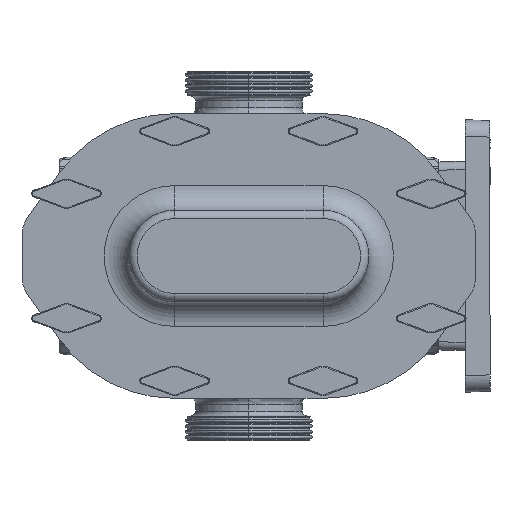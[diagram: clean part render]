
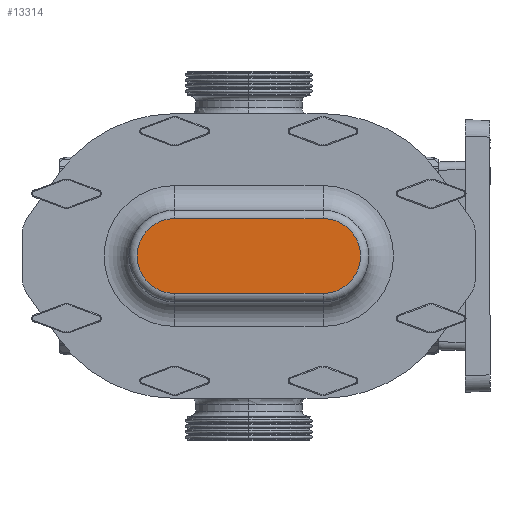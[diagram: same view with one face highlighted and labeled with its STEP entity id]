
A CAD part, left-side view. The second image highlights one B-rep face of the part: STEP entity #13314.
In plain terms, the highlighted planar face has unit normal (-1, 0, 0).
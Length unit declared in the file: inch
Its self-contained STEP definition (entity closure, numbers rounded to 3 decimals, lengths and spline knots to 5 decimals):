
#746 = DIRECTION ( 'NONE',  ( 0., 0., 1. ) ) ;
#1572 = CARTESIAN_POINT ( 'NONE',  ( -2.21, 2.25, -1.135 ) ) ;
#3130 = VERTEX_POINT ( 'NONE', #25097 ) ;
#3597 = CARTESIAN_POINT ( 'NONE',  ( -2.21, 2.25, 1.135 ) ) ;
#4035 = CARTESIAN_POINT ( 'NONE',  ( -2.21, 2.25, 1.135 ) ) ;
#4852 = CIRCLE ( 'NONE', #41914, 1.135 ) ;
#6297 = VECTOR ( 'NONE', #9657, 39.37008 ) ;
#6392 = CARTESIAN_POINT ( 'NONE',  ( -2.21, -2.25, -1.135 ) ) ;
#6536 = CARTESIAN_POINT ( 'NONE',  ( -2.21, -2.25, -1.135 ) ) ;
#6659 = CARTESIAN_POINT ( 'NONE',  ( -2.21, 2.25, 0. ) ) ;
#7841 = EDGE_CURVE ( 'NONE', #8628, #3130, #4852, .T. ) ;
#7991 = CIRCLE ( 'NONE', #25201, 1.135 ) ;
#8628 = VERTEX_POINT ( 'NONE', #6392 ) ;
#9657 = DIRECTION ( 'NONE',  ( 0., 1., 0. ) ) ;
#9860 = LINE ( 'NONE', #3597, #6297 ) ;
#10110 = PLANE ( 'NONE',  #37900 ) ;
#11809 = EDGE_CURVE ( 'NONE', #28545, #8628, #26558, .T. ) ;
#12052 = DIRECTION ( 'NONE',  ( -1., 0., 0. ) ) ;
#13314 = ADVANCED_FACE ( 'NONE', ( #39119 ), #10110, .T. ) ;
#14850 = CARTESIAN_POINT ( 'NONE',  ( -2.21, 2.25, 0. ) ) ;
#17327 = DIRECTION ( 'NONE',  ( -1., 0., 0. ) ) ;
#18545 = VECTOR ( 'NONE', #22906, 39.37008 ) ;
#21223 = ORIENTED_EDGE ( 'NONE', *, *, #23700, .T. ) ;
#21523 = DIRECTION ( 'NONE',  ( 0., 0., 1. ) ) ;
#22892 = VERTEX_POINT ( 'NONE', #4035 ) ;
#22906 = DIRECTION ( 'NONE',  ( 0., -1., 0. ) ) ;
#23237 = DIRECTION ( 'NONE',  ( 0., 0., 1. ) ) ;
#23700 = EDGE_CURVE ( 'NONE', #3130, #22892, #9860, .T. ) ;
#25097 = CARTESIAN_POINT ( 'NONE',  ( -2.21, -2.25, 1.135 ) ) ;
#25201 = AXIS2_PLACEMENT_3D ( 'NONE', #14850, #12052, #21523 ) ;
#26558 = LINE ( 'NONE', #6536, #18545 ) ;
#27760 = ORIENTED_EDGE ( 'NONE', *, *, #7841, .T. ) ;
#28545 = VERTEX_POINT ( 'NONE', #1572 ) ;
#28876 = ORIENTED_EDGE ( 'NONE', *, *, #11809, .T. ) ;
#28915 = ORIENTED_EDGE ( 'NONE', *, *, #39849, .T. ) ;
#31559 = EDGE_LOOP ( 'NONE', ( #21223, #28915, #28876, #27760 ) ) ;
#32773 = CARTESIAN_POINT ( 'NONE',  ( -2.21, -2.25, 0. ) ) ;
#36101 = DIRECTION ( 'NONE',  ( -1., 0., 0. ) ) ;
#37900 = AXIS2_PLACEMENT_3D ( 'NONE', #6659, #36101, #23237 ) ;
#39119 = FACE_OUTER_BOUND ( 'NONE', #31559, .T. ) ;
#39849 = EDGE_CURVE ( 'NONE', #22892, #28545, #7991, .T. ) ;
#41914 = AXIS2_PLACEMENT_3D ( 'NONE', #32773, #17327, #746 ) ;
